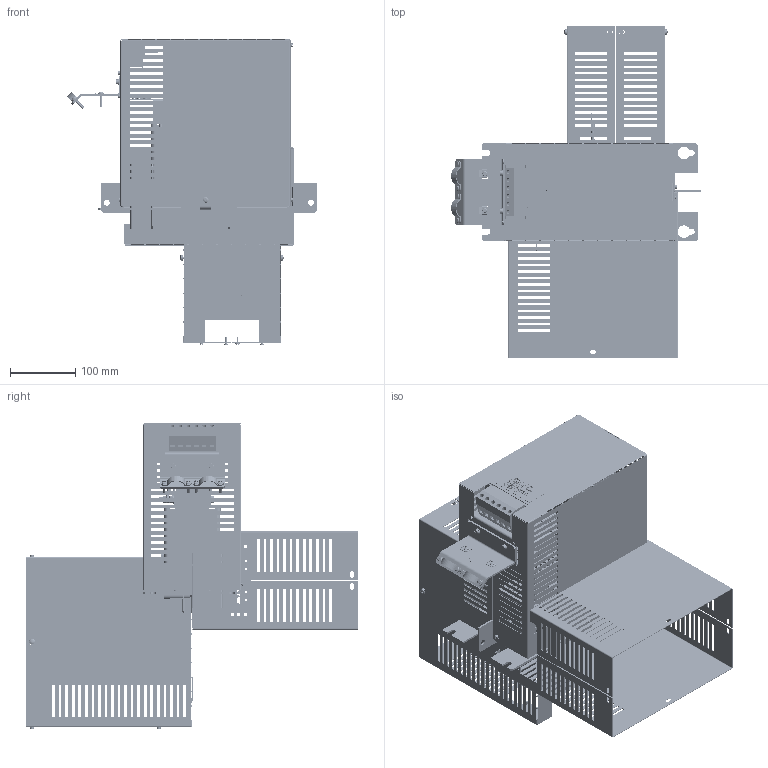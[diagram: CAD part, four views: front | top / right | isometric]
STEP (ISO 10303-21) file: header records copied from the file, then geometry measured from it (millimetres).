
FILE_DESCRIPTION( ( 'Unknown' ), '1' );
FILE_NAME( 'FS21147-24-99.stp', 'Unknown', ( 'Unknown' ), ( 'Unknown' ), 'XStep 1.0', 'Unknown', ' ' );
FILE_SCHEMA( ( 'CONFIG_CONTROL_DESIGN' ) );
Length unit declared in the file: millimetre
Products named in the file (64): Assem1; Assem2; Assem3; Assem4; Assem5; 1; 2; 3; 4; 5; 6; 7; 8; 9; 10; 11; 12; 13; 14; 15; 16; 17; 18; 19; 20; 21; 22; 23; 24; 25; 26; 27; 28; 29; 30; 31; 32; 33; 34; 35 ...
Bounding box: 381.58 x 507 x 468.3 mm (x, y, z)
Volume: 5700111.5 mm3; surface area: 3132606 mm2
Topology: 271 solids, 271 shells, 12909 faces, 33919 edges, 22546 vertices
Faces by surface type: plane 10782, cylinder 1159, extrusion 865, cone 90, torus 8, sphere 5
Full cylindrical faces by diameter (mm): 0.3 x3, 0.4 x8, 2.459 x14, 2.5 x6, 2.887 x4, 3 x48, 3.1 x8, 3.2 x27, 3.242 x4, 3.3 x46, 3.5 x4, 4 x28, 4.134 x12, 4.3 x5, 4.5 x9, 4.7 x4, 5 x14, 5.5 x23, 6 x12, 6.2 x16, 6.4 x15, 6.619 x12, 7 x23, 7.5 x19, 7.7 x4, 8 x5, 8.5 x23, 8.8 x4, 9 x9, 10 x19
Entity records: 145916 total; most frequent: CARTESIAN_POINT 42242, ORIENTED_EDGE 22562, DIRECTION 16340, EDGE_CURVE 11281, VERTEX_POINT 7611, VECTOR 6486, LINE 6140, EDGE_LOOP 5482
